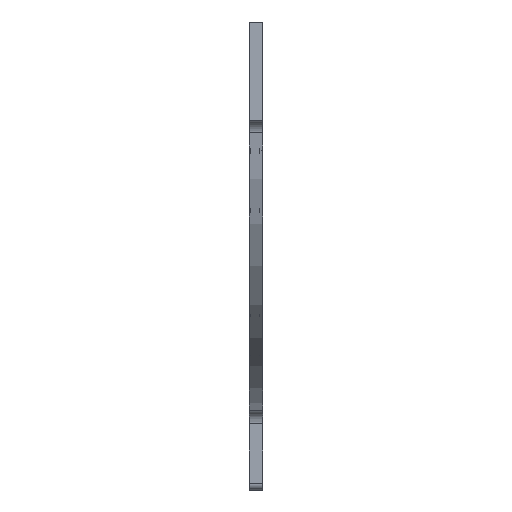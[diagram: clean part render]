
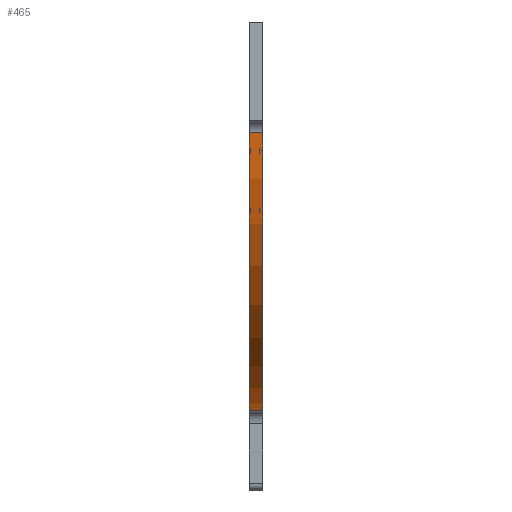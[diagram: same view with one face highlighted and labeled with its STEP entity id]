
A CAD part, left-side view. The second image highlights one B-rep face of the part: STEP entity #465.
In plain terms, the highlighted cylindrical face has radius 223 mm (diameter 446 mm), a partial arc.
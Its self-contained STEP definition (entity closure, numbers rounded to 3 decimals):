
#158=CYLINDRICAL_SURFACE('',#6586,223.);
#249=FACE_OUTER_BOUND('',#2417,.T.);
#465=ADVANCED_FACE('',(#249),#158,.T.);
#1094=CIRCLE('',#6484,223.);
#1180=CIRCLE('',#6571,223.);
#1372=LINE('',#9926,#1588);
#1373=LINE('',#9927,#1589);
#1588=VECTOR('',#7367,1.);
#1589=VECTOR('',#7368,1.);
#2417=EDGE_LOOP('',(#3329,#3330,#3331,#3332));
#3329=ORIENTED_EDGE('',*,*,#5383,.F.);
#3330=ORIENTED_EDGE('',*,*,#5571,.T.);
#3331=ORIENTED_EDGE('',*,*,#5545,.T.);
#3332=ORIENTED_EDGE('',*,*,#5572,.T.);
#4760=VERTEX_POINT('',#9281);
#4761=VERTEX_POINT('',#9283);
#4922=VERTEX_POINT('',#9876);
#4923=VERTEX_POINT('',#9878);
#5383=EDGE_CURVE('',#4760,#4761,#1094,.T.);
#5545=EDGE_CURVE('',#4923,#4922,#1180,.T.);
#5571=EDGE_CURVE('',#4760,#4923,#1372,.T.);
#5572=EDGE_CURVE('',#4922,#4761,#1373,.T.);
#6484=AXIS2_PLACEMENT_3D('',#9282,#7143,#7144);
#6571=AXIS2_PLACEMENT_3D('',#9877,#7319,#7320);
#6586=AXIS2_PLACEMENT_3D('',#9928,#7369,#7370);
#7143=DIRECTION('',(0.,-1.,0.));
#7144=DIRECTION('',(1.,0.,0.));
#7319=DIRECTION('',(0.,-1.,0.));
#7320=DIRECTION('',(1.,0.,0.));
#7367=DIRECTION('',(0.,1.,0.));
#7368=DIRECTION('',(0.,-1.,0.));
#7369=DIRECTION('',(0.,1.,0.));
#7370=DIRECTION('',(0.,0.,1.));
#9281=CARTESIAN_POINT('',(-222.597,-5.,-13.399));
#9282=CARTESIAN_POINT('',(0.,-5.,0.));
#9283=CARTESIAN_POINT('',(-19.142,-5.,-222.177));
#9876=CARTESIAN_POINT('',(-19.142,5.,-222.177));
#9877=CARTESIAN_POINT('',(0.,5.,0.));
#9878=CARTESIAN_POINT('',(-222.597,5.,-13.399));
#9926=CARTESIAN_POINT('',(-222.597,-5.,-13.399));
#9927=CARTESIAN_POINT('',(-19.142,-5.,-222.177));
#9928=CARTESIAN_POINT('',(0.,-5.,0.));
